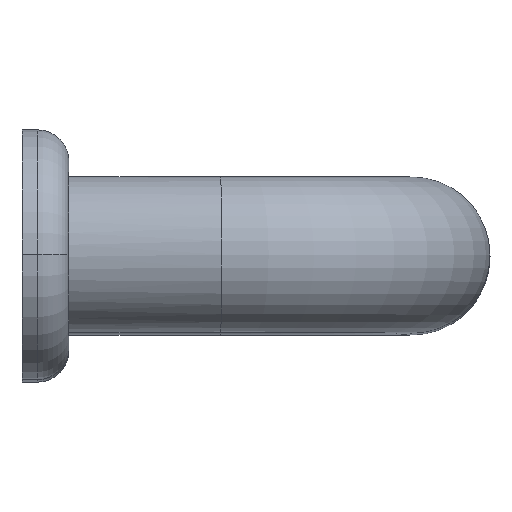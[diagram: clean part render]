
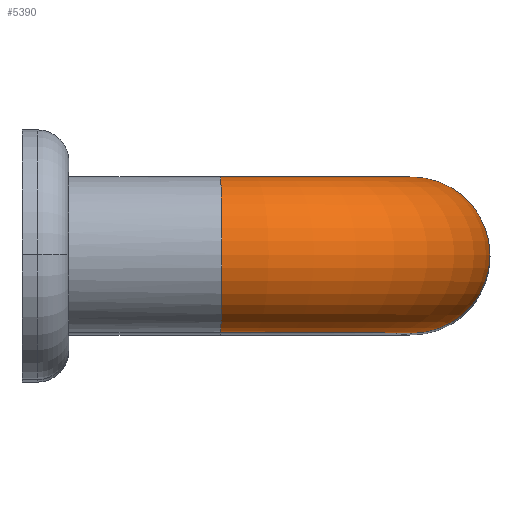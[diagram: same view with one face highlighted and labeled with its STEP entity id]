
A CAD part, top view. The second image highlights one B-rep face of the part: STEP entity #5390.
In plain terms, the highlighted toroidal (fillet/blend) face has major radius 12.5 mm and minor radius 5 mm.
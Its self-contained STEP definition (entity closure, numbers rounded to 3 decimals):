
#980=CARTESIAN_POINT('',(-35.314,23.,-5.));
#990=VERTEX_POINT('',#980);
#1020=CARTESIAN_POINT('',(-35.314,10.5,-5.));
#1030=DIRECTION('',(0.,0.,1.));
#1040=DIRECTION('',(1.,0.,0.));
#1050=AXIS2_PLACEMENT_3D('',#1020,#1030,#1040);
#1060=CIRCLE('',#1050,12.5);
#1070=CARTESIAN_POINT('',(-47.812,10.718,-5.));
#1080=VERTEX_POINT('',#1070);
#1090=EDGE_CURVE('',#990,#1080,#1060,.T.);
#2540=CARTESIAN_POINT('',(-47.812,10.718,5.));
#2550=VERTEX_POINT('',#2540);
#2580=CARTESIAN_POINT('',(-35.314,10.5,5.));
#2590=DIRECTION('',(0.,0.,1.));
#2600=DIRECTION('',(1.,0.,0.));
#2610=AXIS2_PLACEMENT_3D('',#2580,#2590,#2600);
#2620=CIRCLE('',#2610,12.5);
#2630=CARTESIAN_POINT('',(-35.314,23.,5.));
#2640=VERTEX_POINT('',#2630);
#2650=EDGE_CURVE('',#2640,#2550,#2620,.T.);
#4140=CARTESIAN_POINT('',(-35.314,23.,0.));
#4150=DIRECTION('',(-1.,0.,0.));
#4160=DIRECTION('',(0.,1.,0.));
#4170=AXIS2_PLACEMENT_3D('',#4140,#4150,#4160);
#4180=CIRCLE('',#4170,5.);
#4190=EDGE_CURVE('',#2640,#990,#4180,.T.);
#5220=CARTESIAN_POINT('',(-35.314,10.5,0.));
#5230=DIRECTION('',(0.,0.,1.));
#5240=DIRECTION('',(1.,0.,0.));
#5250=AXIS2_PLACEMENT_3D('',#5220,#5230,#5240);
#5260=TOROIDAL_SURFACE('',#5250,12.5,5.);
#5270=ORIENTED_EDGE('',*,*,#2650,.F.);
#5280=CARTESIAN_POINT('',(-47.812,10.718,0.));
#5290=DIRECTION('',(-0.017,-1.,0.));
#5300=DIRECTION('',(-1.,0.017,0.));
#5310=AXIS2_PLACEMENT_3D('',#5280,#5290,#5300);
#5320=CIRCLE('',#5310,5.);
#5330=EDGE_CURVE('',#2550,#1080,#5320,.T.);
#5340=ORIENTED_EDGE('',*,*,#5330,.F.);
#5350=ORIENTED_EDGE('',*,*,#1090,.T.);
#5360=ORIENTED_EDGE('',*,*,#4190,.T.);
#5370=EDGE_LOOP('',(#5360,#5350,#5340,#5270));
#5380=FACE_OUTER_BOUND('',#5370,.T.);
#5390=ADVANCED_FACE('',(#5380),#5260,.T.);
